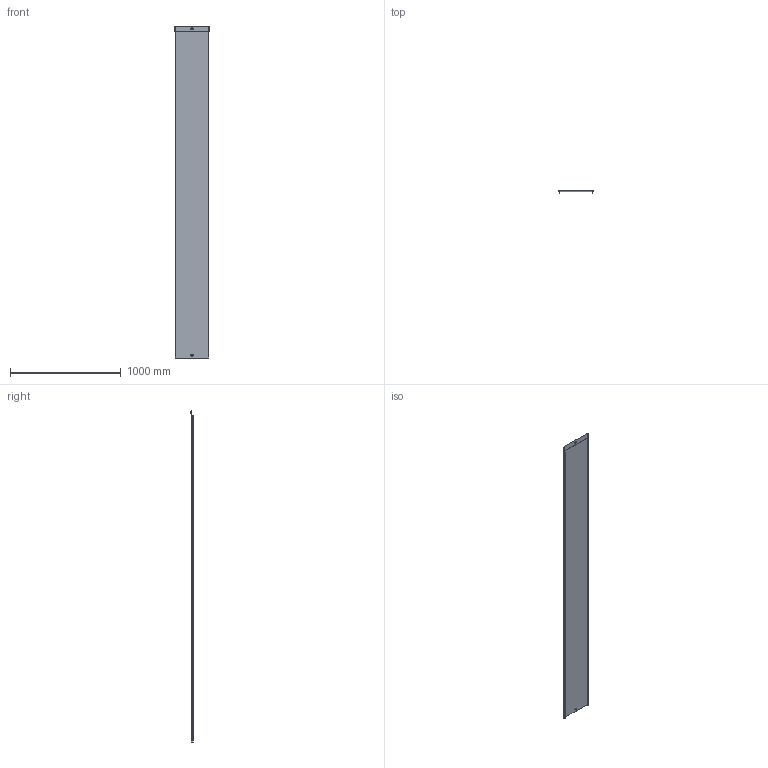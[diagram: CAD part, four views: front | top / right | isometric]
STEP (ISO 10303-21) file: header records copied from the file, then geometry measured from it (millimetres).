
FILE_DESCRIPTION (( 'STEP AP203' ), '1' );
FILE_NAME ('Cover 300.STEP', '2017-09-06T14:26:21', ( '' ), ( '' ), 'SwSTEP 2.0', 'SolidWorks 2017', '' );
FILE_SCHEMA (( 'CONFIG_CONTROL_DESIGN' ));
Length unit declared in the file: millimetre
Products named in the file (1): Cover 300
Bounding box: 307.6 x 19.91 x 3000 mm (x, y, z)
Volume: 824728.3 mm3; surface area: 2067195.2 mm2
Topology: 1 solids, 1 shells, 135 faces, 306 edges, 178 vertices
Faces by surface type: cylinder 50, plane 43, torus 26, bspline 12, sphere 4
Entity records: 4069 total; most frequent: CARTESIAN_POINT 952, DIRECTION 682, ORIENTED_EDGE 612, EDGE_CURVE 306, AXIS2_PLACEMENT_3D 276, VERTEX_POINT 178, CIRCLE 152, EDGE_LOOP 144
